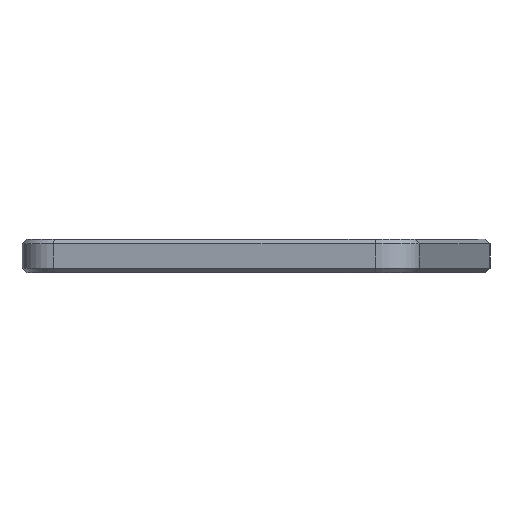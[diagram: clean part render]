
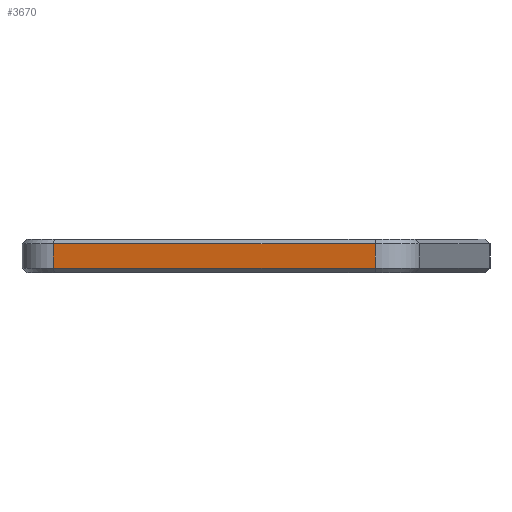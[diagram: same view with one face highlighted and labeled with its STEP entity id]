
A CAD part, left-side view. The second image highlights one B-rep face of the part: STEP entity #3670.
In plain terms, the highlighted planar face has unit normal (-0.985, 0.173, 0).
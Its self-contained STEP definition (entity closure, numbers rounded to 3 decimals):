
#157=PLANE('',#4045);
#327=FACE_OUTER_BOUND('',#556,.T.);
#556=EDGE_LOOP('',(#3013,#3014,#3015,#3016));
#896=LINE('',#6103,#1215);
#909=LINE('',#6137,#1228);
#910=LINE('',#6139,#1229);
#911=LINE('',#6140,#1230);
#1215=VECTOR('',#4923,10.);
#1228=VECTOR('',#4962,10.);
#1229=VECTOR('',#4963,10.);
#1230=VECTOR('',#4964,10.);
#1769=VERTEX_POINT('',#6089);
#1770=VERTEX_POINT('',#6102);
#1778=VERTEX_POINT('',#6136);
#1779=VERTEX_POINT('',#6138);
#2219=EDGE_CURVE('',#1769,#1770,#896,.T.);
#2236=EDGE_CURVE('',#1778,#1769,#909,.T.);
#2237=EDGE_CURVE('',#1779,#1778,#910,.T.);
#2238=EDGE_CURVE('',#1779,#1770,#911,.T.);
#3013=ORIENTED_EDGE('',*,*,#2219,.F.);
#3014=ORIENTED_EDGE('',*,*,#2236,.F.);
#3015=ORIENTED_EDGE('',*,*,#2237,.F.);
#3016=ORIENTED_EDGE('',*,*,#2238,.T.);
#3670=ADVANCED_FACE('',(#327),#157,.T.);
#4045=AXIS2_PLACEMENT_3D('',#6135,#4960,#4961);
#4923=DIRECTION('',(0.173,0.985,0.));
#4960=DIRECTION('center_axis',(-0.985,0.173,0.));
#4961=DIRECTION('ref_axis',(-0.173,-0.985,0.));
#4962=DIRECTION('',(0.,0.,-1.));
#4963=DIRECTION('',(-0.173,-0.985,0.));
#4964=DIRECTION('',(0.,0.,-1.));
#6089=CARTESIAN_POINT('',(71.547,-110.377,-5.09));
#6102=CARTESIAN_POINT('',(84.176,-38.544,-5.09));
#6103=CARTESIAN_POINT('',(81.863,-51.703,-5.09));
#6135=CARTESIAN_POINT('Origin',(84.176,-38.544,-3.59));
#6136=CARTESIAN_POINT('',(71.547,-110.377,0.41));
#6137=CARTESIAN_POINT('',(71.547,-110.377,-3.59));
#6138=CARTESIAN_POINT('',(84.176,-38.544,0.41));
#6139=CARTESIAN_POINT('',(81.863,-51.703,0.41));
#6140=CARTESIAN_POINT('',(84.176,-38.544,-3.59));
